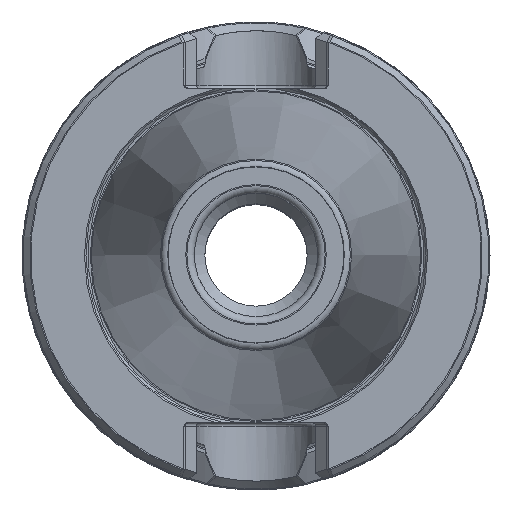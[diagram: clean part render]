
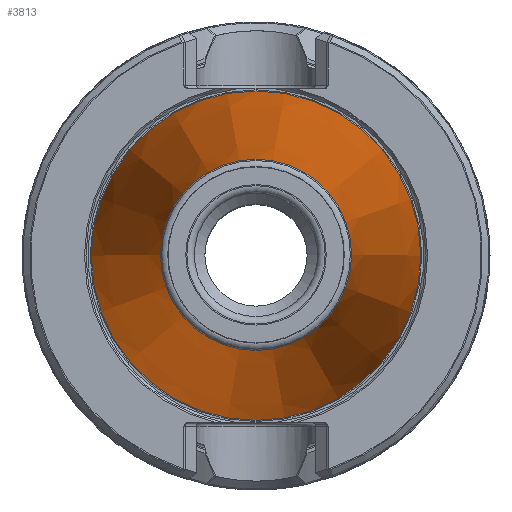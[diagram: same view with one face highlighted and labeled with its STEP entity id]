
A CAD part, top view. The second image highlights one B-rep face of the part: STEP entity #3813.
In plain terms, the highlighted conical face has half-angle 8.297 degrees and reference radius 12.808 mm.
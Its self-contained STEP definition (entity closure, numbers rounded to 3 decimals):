
#450=CONICAL_SURFACE('',#4073,12.808,0.145);
#880=ORIENTED_EDGE('',*,*,#1415,.F.);
#881=ORIENTED_EDGE('',*,*,#1414,.T.);
#1414=EDGE_CURVE('',#1724,#1724,#1916,.F.);
#1415=EDGE_CURVE('',#1725,#1725,#1917,.F.);
#1724=VERTEX_POINT('',#5632);
#1725=VERTEX_POINT('',#5635);
#1916=CIRCLE('',#4072,12.933);
#1917=CIRCLE('',#4074,22.28);
#2112=EDGE_LOOP('',(#880));
#2113=EDGE_LOOP('',(#881));
#2352=FACE_BOUND('',#2112,.T.);
#2353=FACE_BOUND('',#2113,.T.);
#3813=ADVANCED_FACE('',(#2352,#2353),#450,.T.);
#4072=AXIS2_PLACEMENT_3D('',#5631,#4611,#4612);
#4073=AXIS2_PLACEMENT_3D('',#5633,#4613,#4614);
#4074=AXIS2_PLACEMENT_3D('',#5634,#4615,#4616);
#4611=DIRECTION('',(0.,0.,1.));
#4612=DIRECTION('',(1.,0.,0.));
#4613=DIRECTION('',(0.,0.,-1.));
#4614=DIRECTION('',(-1.,0.,0.));
#4615=DIRECTION('',(0.,0.,1.));
#4616=DIRECTION('',(1.,0.,0.));
#5631=CARTESIAN_POINT('',(0.,0.,64.744));
#5632=CARTESIAN_POINT('',(12.933,0.,64.744));
#5633=CARTESIAN_POINT('',(0.,0.,65.6));
#5634=CARTESIAN_POINT('',(0.,0.,0.655));
#5635=CARTESIAN_POINT('',(22.28,0.,0.655));
